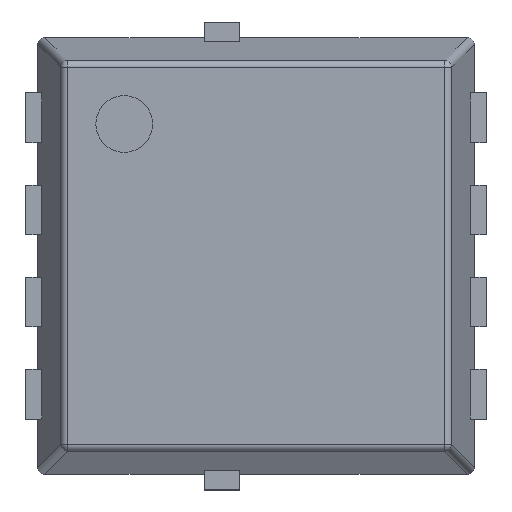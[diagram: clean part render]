
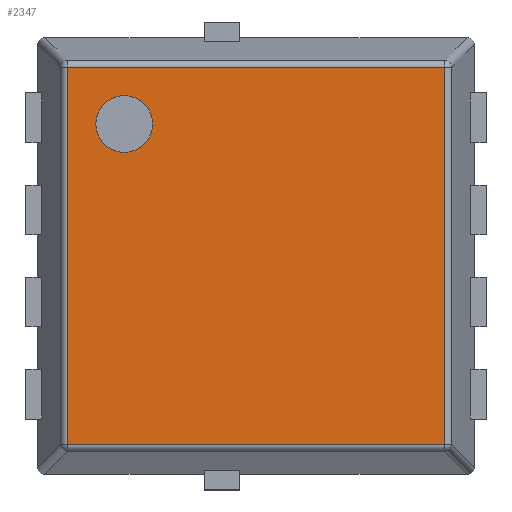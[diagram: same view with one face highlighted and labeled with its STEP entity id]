
A CAD part, top view. The second image highlights one B-rep face of the part: STEP entity #2347.
In plain terms, the highlighted planar face has unit normal (0, 0, 1).
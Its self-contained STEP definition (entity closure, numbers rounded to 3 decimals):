
#81=LINE('',#3452,#357);
#87=LINE('',#3474,#363);
#89=LINE('',#3477,#365);
#93=LINE('',#3483,#369);
#357=VECTOR('',#2801,2.659);
#363=VECTOR('',#2825,2.659);
#365=VECTOR('',#2829,2.659);
#369=VECTOR('',#2837,2.659);
#604=PLANE('',#2535);
#680=FACE_BOUND('',#856,.T.);
#730=FACE_OUTER_BOUND('',#855,.T.);
#855=EDGE_LOOP('',(#1753,#1754,#1755,#1756));
#856=EDGE_LOOP('',(#1757));
#932=CIRCLE('',#2426,0.2);
#978=VERTEX_POINT('',#3264);
#1043=VERTEX_POINT('',#3430);
#1046=VERTEX_POINT('',#3437);
#1049=VERTEX_POINT('',#3444);
#1055=VERTEX_POINT('',#3461);
#1196=EDGE_CURVE('',#978,#978,#932,.T.);
#1283=EDGE_CURVE('',#1049,#1043,#81,.T.);
#1294=EDGE_CURVE('',#1046,#1055,#87,.T.);
#1296=EDGE_CURVE('',#1055,#1049,#89,.T.);
#1300=EDGE_CURVE('',#1043,#1046,#93,.T.);
#1753=ORIENTED_EDGE('',*,*,#1294,.F.);
#1754=ORIENTED_EDGE('',*,*,#1300,.F.);
#1755=ORIENTED_EDGE('',*,*,#1283,.F.);
#1756=ORIENTED_EDGE('',*,*,#1296,.F.);
#1757=ORIENTED_EDGE('',*,*,#1196,.T.);
#2347=ADVANCED_FACE('',(#730,#680),#604,.T.);
#2426=AXIS2_PLACEMENT_3D('',#3265,#2616,#2617);
#2535=AXIS2_PLACEMENT_3D('',#3582,#2930,#2931);
#2616=DIRECTION('center_axis',(0.,0.,-1.));
#2617=DIRECTION('ref_axis',(0.,-1.,0.));
#2801=DIRECTION('',(-1.,0.,0.));
#2825=DIRECTION('',(1.,0.,0.));
#2829=DIRECTION('',(0.,-1.,0.));
#2837=DIRECTION('',(0.,1.,0.));
#2930=DIRECTION('center_axis',(0.,0.,1.));
#2931=DIRECTION('ref_axis',(1.,0.,0.));
#3264=CARTESIAN_POINT('',(-0.929,1.129,0.95));
#3265=CARTESIAN_POINT('Origin',(-0.929,0.929,0.95));
#3430=CARTESIAN_POINT('',(-1.329,-1.329,0.95));
#3437=CARTESIAN_POINT('',(-1.329,1.329,0.95));
#3444=CARTESIAN_POINT('',(1.329,-1.329,0.95));
#3452=CARTESIAN_POINT('',(-0.385,-1.329,0.95));
#3461=CARTESIAN_POINT('',(1.329,1.329,0.95));
#3474=CARTESIAN_POINT('',(0.385,1.329,0.95));
#3477=CARTESIAN_POINT('',(1.329,-0.385,0.95));
#3483=CARTESIAN_POINT('',(-1.329,0.385,0.95));
#3582=CARTESIAN_POINT('Origin',(0.,0.,0.95));
